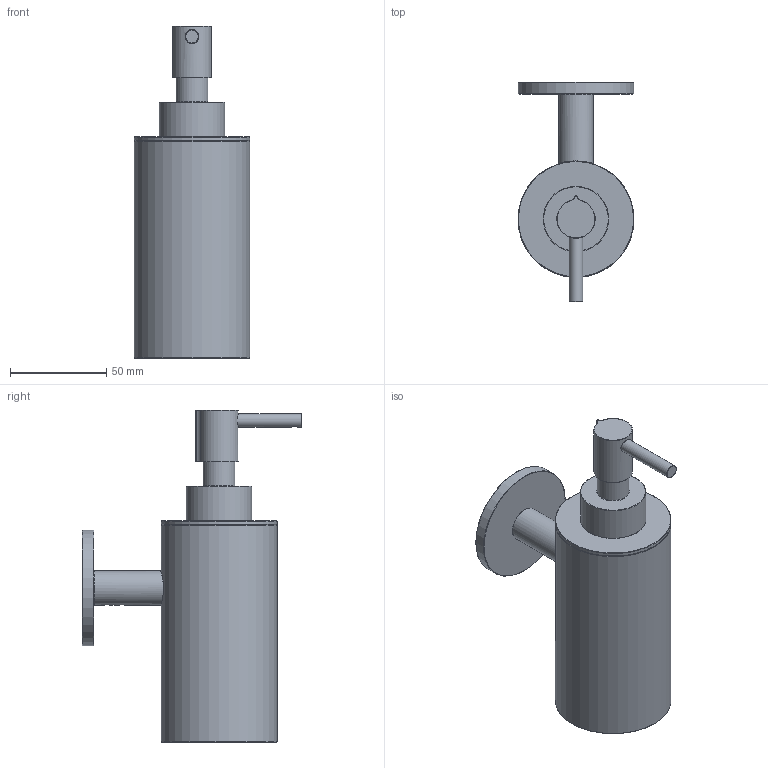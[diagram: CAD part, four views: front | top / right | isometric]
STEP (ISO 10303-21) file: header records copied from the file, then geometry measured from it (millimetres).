
FILE_DESCRIPTION(/* description */ ('Unknown'),/* implementation_level */ '2;1');
FILE_NAME(/* name */ 'GTA09-00',/* time_stamp */ '2026-02-19T10:25:17+01:00',/* author */ ('Unknown'),/* organization */ ('Unknown'),/* preprocessor_version */ 'ST-DEVELOPER v20',/* originating_system */ 'Solid Edge',/* authorisation */ 'Unknown');
FILE_SCHEMA (('AUTOMOTIVE_DESIGN {1 0 10303 214 3 1 1}'));
Length unit declared in the file: millimetre
Products named in the file (13): GTA09-00; GTA09-01; GTA09-001_oa_0; GTA09-02; GTA09-04; GTA09-03; GTA01-01; GTA01-001_oa_1; GRANO5X6P_8; GTA09-002_oa_2; GTA01-08; GTA01-05; GTA01-04
Assembly tree (13 placements, depth 3):
  GTA09-00
    GTA09-01
    GTA09-001_oa_0
      GTA09-02
      GTA09-04
      GTA09-03
    GTA01-01
    GTA01-001_oa_1
      GRANO5X6P_8  x2
    GTA09-002_oa_2
      GTA01-08
      GTA01-05
      GTA01-04
Bounding box: 60.3 x 114.1 x 172.6 mm (x, y, z)
Volume: 75695.3 mm3; surface area: 77863.2 mm2
Topology: 10 solids, 10 shells, 182 faces, 403 edges, 252 vertices
Faces by surface type: plane 63, cylinder 58, torus 25, cone 16, bspline 16, sphere 4
Full cylindrical faces by diameter (mm): 3 x2, 3.2 x1, 3.25 x1, 4.134 x2, 4.917 x2, 5.5 x2, 6 x2, 7 x1, 7.2 x1, 10 x1, 11 x1, 11.5 x1, 16.5 x1, 18 x2, 27 x1, 30.7 x1, 31 x1, 34 x1, 45 x2, 54.7 x1, 57.2 x1, 57.3 x1, 57.7 x2, 58 x1, 60 x1, 60.3 x2
Entity records: 13740 total; most frequent: CARTESIAN_POINT 9999, DIRECTION 650, ORIENTED_EDGE 540, AXIS2_PLACEMENT_3D 303, FACE_BOUND 274, EDGE_LOOP 272, EDGE_CURVE 270, VERTEX_POINT 206
